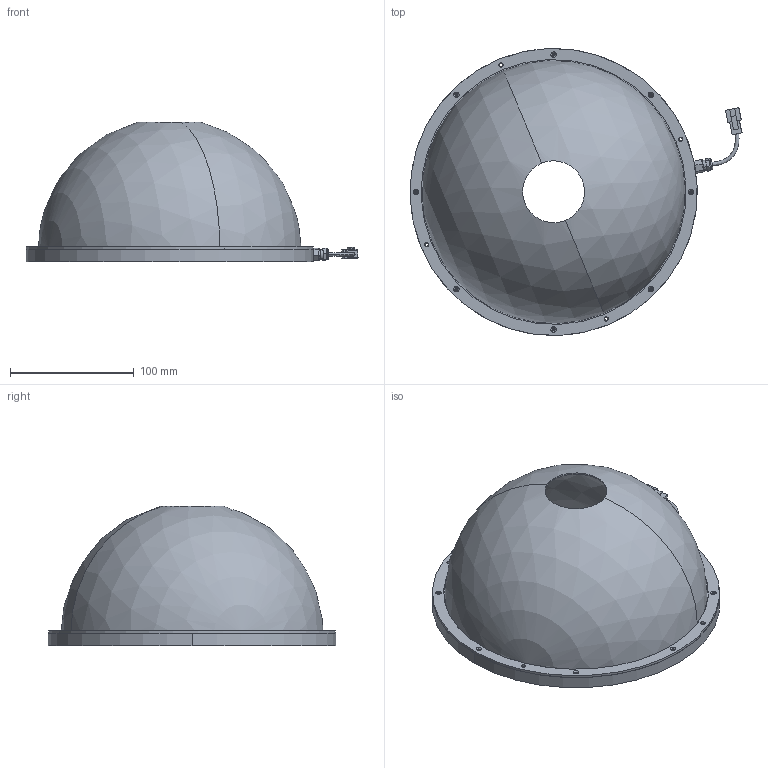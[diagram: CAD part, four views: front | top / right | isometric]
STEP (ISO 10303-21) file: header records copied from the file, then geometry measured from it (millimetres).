
FILE_DESCRIPTION (( 'STEP AP214' ), '1' );
FILE_NAME ('LT4WRG200-00-1-W-24V-ASSEMBLY.STEP', '2018-06-06T06:23:06', ( '' ), ( '' ), 'SwSTEP 2.0', 'SolidWorks 2016', '' );
FILE_SCHEMA (( 'AUTOMOTIVE_DESIGN' ));
Length unit declared in the file: millimetre
Products named in the file (11): IDS4-00-200-1-X-24V-PCB___; IDS4-00-200-1-X-24V-03 (TOP PLATE); IDS4-00-200-1-X-24V-02 (CASING)___; LT4WRG200-00-1-W-24V-ASSEMBLY; 24V CONNECTER; IDS4-00-200-1-X-24V-01(REV03) BASE PLATE___; M6X0.5 CABLE CLAMP; M6X0.5 CABLE CLAMP B; M5-24V CABLE___; M6X0.5 CABLE CLAMP A; CABLE 3MM
Assembly tree (10 placements, depth 4):
  LT4WRG200-00-1-W-24V-ASSEMBLY
    IDS4-00-200-1-X-24V-01(REV03) BASE PLATE___
    IDS4-00-200-1-X-24V-PCB___
    IDS4-00-200-1-X-24V-02 (CASING)___
    M5-24V CABLE___
      CABLE 3MM
      24V CONNECTER
      M6X0.5 CABLE CLAMP
        M6X0.5 CABLE CLAMP A
        M6X0.5 CABLE CLAMP B
    IDS4-00-200-1-X-24V-03 (TOP PLATE)
Bounding box: 268.14 x 232 x 112.81 mm (x, y, z)
Volume: 305734.4 mm3; surface area: 253970.3 mm2
Topology: 8 solids, 8 shells, 288 faces, 738 edges, 458 vertices
Faces by surface type: cylinder 131, plane 97, cone 48, sphere 6, torus 4, bspline 2
Entity records: 9898 total; most frequent: CARTESIAN_POINT 1843, DIRECTION 1576, ORIENTED_EDGE 1398, EDGE_CURVE 699, AXIS2_PLACEMENT_3D 600, VERTEX_POINT 449, EDGE_LOOP 390, VECTOR 376
